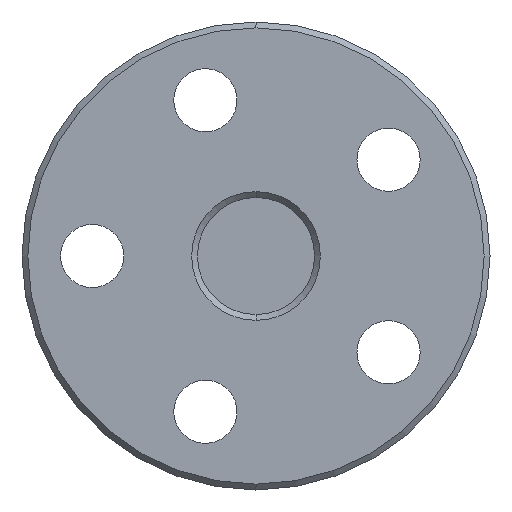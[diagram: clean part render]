
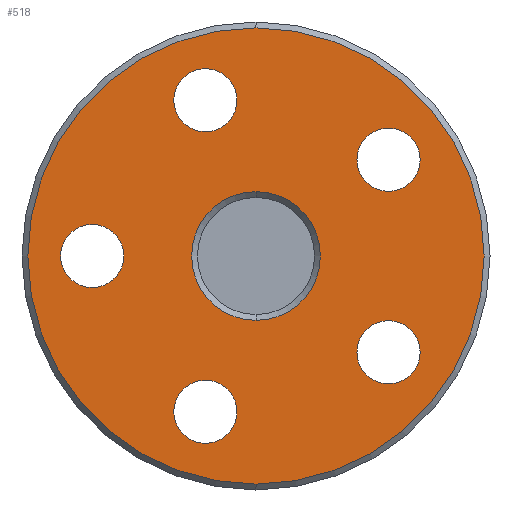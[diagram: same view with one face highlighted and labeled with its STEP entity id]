
A CAD part, left-side view. The second image highlights one B-rep face of the part: STEP entity #518.
In plain terms, the highlighted planar face has unit normal (-1, 0, 0).
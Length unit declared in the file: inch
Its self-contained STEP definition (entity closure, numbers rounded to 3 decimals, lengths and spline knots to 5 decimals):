
#1 = ORIENTED_EDGE ( 'NONE', *, *, #301, .F. ) ;
#18 = CARTESIAN_POINT ( 'NONE',  ( 0., 0., 0.10827 ) ) ;
#39 = CIRCLE ( 'NONE', #103, 0.05315 ) ;
#41 = CIRCLE ( 'NONE', #200, 0.10827 ) ;
#48 = CARTESIAN_POINT ( 'NONE',  ( 0., -0.22296, -0.16199 ) ) ;
#56 = CIRCLE ( 'NONE', #404, 0.05315 ) ;
#64 = CARTESIAN_POINT ( 'NONE',  ( 0., -0.22296, 0.10884 ) ) ;
#79 = VERTEX_POINT ( 'NONE', #551 ) ;
#89 = DIRECTION ( 'NONE',  ( -1., 0., 0. ) ) ;
#103 = AXIS2_PLACEMENT_3D ( 'NONE', #631, #924, #833 ) ;
#114 = VERTEX_POINT ( 'NONE', #835 ) ;
#125 = CIRCLE ( 'NONE', #1084, 0.10827 ) ;
#134 = CARTESIAN_POINT ( 'NONE',  ( 0., -0.22296, 0.16199 ) ) ;
#135 = EDGE_CURVE ( 'NONE', #869, #661, #56, .T. ) ;
#139 = CARTESIAN_POINT ( 'NONE',  ( 0., 0.27559, 0. ) ) ;
#151 = CARTESIAN_POINT ( 'NONE',  ( 0., -0.22296, -0.21514 ) ) ;
#200 = AXIS2_PLACEMENT_3D ( 'NONE', #783, #1173, #574 ) ;
#241 = CIRCLE ( 'NONE', #713, 0.05315 ) ;
#242 = EDGE_CURVE ( 'NONE', #546, #79, #305, .T. ) ;
#247 = CARTESIAN_POINT ( 'NONE',  ( 0., 0., 0.38386 ) ) ;
#274 = CARTESIAN_POINT ( 'NONE',  ( 0., -0.22296, -0.10884 ) ) ;
#289 = VERTEX_POINT ( 'NONE', #1206 ) ;
#301 = EDGE_CURVE ( 'NONE', #661, #869, #992, .T. ) ;
#303 = DIRECTION ( 'NONE',  ( 1., 0., 0. ) ) ;
#305 = CIRCLE ( 'NONE', #729, 0.05315 ) ;
#349 = FACE_BOUND ( 'NONE', #886, .T. ) ;
#352 = FACE_BOUND ( 'NONE', #819, .T. ) ;
#355 = CARTESIAN_POINT ( 'NONE',  ( 0., 0., 0. ) ) ;
#356 = EDGE_CURVE ( 'NONE', #1115, #471, #1059, .T. ) ;
#368 = EDGE_LOOP ( 'NONE', ( #1, #424 ) ) ;
#369 = DIRECTION ( 'NONE',  ( 0., 0., 1. ) ) ;
#372 = CARTESIAN_POINT ( 'NONE',  ( 0., 0.08516, 0.31525 ) ) ;
#380 = CARTESIAN_POINT ( 'NONE',  ( 0., 0.27559, 0. ) ) ;
#382 = VERTEX_POINT ( 'NONE', #18 ) ;
#383 = AXIS2_PLACEMENT_3D ( 'NONE', #1148, #398, #760 ) ;
#388 = CARTESIAN_POINT ( 'NONE',  ( 0., 0.08516, 0.2621 ) ) ;
#398 = DIRECTION ( 'NONE',  ( -1., 0., 0. ) ) ;
#404 = AXIS2_PLACEMENT_3D ( 'NONE', #840, #742, #644 ) ;
#405 = AXIS2_PLACEMENT_3D ( 'NONE', #1131, #663, #880 ) ;
#407 = CIRCLE ( 'NONE', #383, 0.05315 ) ;
#409 = CIRCLE ( 'NONE', #1061, 0.05315 ) ;
#412 = DIRECTION ( 'NONE',  ( -1., 0., 0. ) ) ;
#424 = ORIENTED_EDGE ( 'NONE', *, *, #135, .F. ) ;
#431 = DIRECTION ( 'NONE',  ( 0., 0.588, -0.809 ) ) ;
#432 = ORIENTED_EDGE ( 'NONE', *, *, #356, .F. ) ;
#441 = CIRCLE ( 'NONE', #462, 0.05315 ) ;
#462 = AXIS2_PLACEMENT_3D ( 'NONE', #1204, #1098, #694 ) ;
#464 = EDGE_CURVE ( 'NONE', #1108, #617, #39, .T. ) ;
#471 = VERTEX_POINT ( 'NONE', #935 ) ;
#480 = VERTEX_POINT ( 'NONE', #247 ) ;
#487 = EDGE_CURVE ( 'NONE', #1076, #884, #711, .T. ) ;
#488 = DIRECTION ( 'NONE',  ( -1., 0., 0. ) ) ;
#515 = ORIENTED_EDGE ( 'NONE', *, *, #920, .F. ) ;
#518 = ADVANCED_FACE ( 'NONE', ( #349, #636, #839, #1029, #1224, #352, #741 ), #1037, .F. ) ;
#530 = DIRECTION ( 'NONE',  ( -1., 0., 0. ) ) ;
#534 = CARTESIAN_POINT ( 'NONE',  ( 0., 0.08516, -0.2621 ) ) ;
#546 = VERTEX_POINT ( 'NONE', #372 ) ;
#548 = ORIENTED_EDGE ( 'NONE', *, *, #818, .F. ) ;
#551 = CARTESIAN_POINT ( 'NONE',  ( 0., 0.08516, 0.20895 ) ) ;
#562 = AXIS2_PLACEMENT_3D ( 'NONE', #355, #530, #743 ) ;
#574 = DIRECTION ( 'NONE',  ( 0., 0., -1. ) ) ;
#581 = ORIENTED_EDGE ( 'NONE', *, *, #1049, .F. ) ;
#617 = VERTEX_POINT ( 'NONE', #1078 ) ;
#621 = EDGE_CURVE ( 'NONE', #79, #546, #407, .T. ) ;
#631 = CARTESIAN_POINT ( 'NONE',  ( 0., 0.08516, -0.2621 ) ) ;
#636 = FACE_OUTER_BOUND ( 'NONE', #676, .T. ) ;
#641 = ORIENTED_EDGE ( 'NONE', *, *, #464, .F. ) ;
#644 = DIRECTION ( 'NONE',  ( 0., -0.588, -0.809 ) ) ;
#649 = DIRECTION ( 'NONE',  ( -1., 0., 0. ) ) ;
#657 = ORIENTED_EDGE ( 'NONE', *, *, #1025, .T. ) ;
#661 = VERTEX_POINT ( 'NONE', #888 ) ;
#663 = DIRECTION ( 'NONE',  ( 1., 0., 0. ) ) ;
#669 = CIRCLE ( 'NONE', #770, 0.38386 ) ;
#676 = EDGE_LOOP ( 'NONE', ( #1241, #1086 ) ) ;
#687 = EDGE_LOOP ( 'NONE', ( #808, #964 ) ) ;
#688 = CARTESIAN_POINT ( 'NONE',  ( 0., 0.08516, -0.31525 ) ) ;
#692 = AXIS2_PLACEMENT_3D ( 'NONE', #139, #412, #910 ) ;
#694 = DIRECTION ( 'NONE',  ( 0., 0.588, -0.809 ) ) ;
#697 = EDGE_LOOP ( 'NONE', ( #432, #581 ) ) ;
#711 = CIRCLE ( 'NONE', #1260, 0.05315 ) ;
#713 = AXIS2_PLACEMENT_3D ( 'NONE', #534, #649, #1034 ) ;
#722 = DIRECTION ( 'NONE',  ( 0., -0.588, -0.809 ) ) ;
#729 = AXIS2_PLACEMENT_3D ( 'NONE', #388, #89, #1253 ) ;
#735 = DIRECTION ( 'NONE',  ( -1., 0., 0. ) ) ;
#741 = FACE_BOUND ( 'NONE', #697, .T. ) ;
#742 = DIRECTION ( 'NONE',  ( -1., 0., 0. ) ) ;
#743 = DIRECTION ( 'NONE',  ( 0., 0., -1. ) ) ;
#760 = DIRECTION ( 'NONE',  ( 0., -0.951, 0.309 ) ) ;
#770 = AXIS2_PLACEMENT_3D ( 'NONE', #945, #735, #1140 ) ;
#783 = CARTESIAN_POINT ( 'NONE',  ( 0., 0., 0. ) ) ;
#796 = CIRCLE ( 'NONE', #562, 0.38386 ) ;
#808 = ORIENTED_EDGE ( 'NONE', *, *, #242, .F. ) ;
#818 = EDGE_CURVE ( 'NONE', #884, #1076, #441, .T. ) ;
#819 = EDGE_LOOP ( 'NONE', ( #515, #641 ) ) ;
#833 = DIRECTION ( 'NONE',  ( 0., 0.951, 0.309 ) ) ;
#835 = CARTESIAN_POINT ( 'NONE',  ( 0., 0., -0.10827 ) ) ;
#839 = FACE_BOUND ( 'NONE', #687, .T. ) ;
#840 = CARTESIAN_POINT ( 'NONE',  ( 0., -0.22296, 0.16199 ) ) ;
#869 = VERTEX_POINT ( 'NONE', #64 ) ;
#880 = DIRECTION ( 'NONE',  ( 0., 0., -1. ) ) ;
#884 = VERTEX_POINT ( 'NONE', #151 ) ;
#885 = DIRECTION ( 'NONE',  ( 0., 0., -1. ) ) ;
#886 = EDGE_LOOP ( 'NONE', ( #657, #1150 ) ) ;
#887 = EDGE_CURVE ( 'NONE', #289, #480, #796, .T. ) ;
#888 = CARTESIAN_POINT ( 'NONE',  ( 0., -0.22296, 0.21514 ) ) ;
#908 = ORIENTED_EDGE ( 'NONE', *, *, #487, .F. ) ;
#910 = DIRECTION ( 'NONE',  ( 0., 0., 1. ) ) ;
#920 = EDGE_CURVE ( 'NONE', #617, #1108, #241, .T. ) ;
#924 = DIRECTION ( 'NONE',  ( -1., 0., 0. ) ) ;
#935 = CARTESIAN_POINT ( 'NONE',  ( 0., 0.27559, -0.05315 ) ) ;
#945 = CARTESIAN_POINT ( 'NONE',  ( 0., 0., 0. ) ) ;
#964 = ORIENTED_EDGE ( 'NONE', *, *, #621, .F. ) ;
#984 = CARTESIAN_POINT ( 'NONE',  ( 0., 0., 0. ) ) ;
#992 = CIRCLE ( 'NONE', #1196, 0.05315 ) ;
#1006 = EDGE_CURVE ( 'NONE', #480, #289, #669, .T. ) ;
#1025 = EDGE_CURVE ( 'NONE', #382, #114, #41, .T. ) ;
#1029 = FACE_BOUND ( 'NONE', #368, .T. ) ;
#1034 = DIRECTION ( 'NONE',  ( 0., 0.951, 0.309 ) ) ;
#1037 = PLANE ( 'NONE',  #405 ) ;
#1038 = EDGE_CURVE ( 'NONE', #114, #382, #125, .T. ) ;
#1049 = EDGE_CURVE ( 'NONE', #471, #1115, #409, .T. ) ;
#1059 = CIRCLE ( 'NONE', #692, 0.05315 ) ;
#1061 = AXIS2_PLACEMENT_3D ( 'NONE', #380, #488, #369 ) ;
#1076 = VERTEX_POINT ( 'NONE', #274 ) ;
#1078 = CARTESIAN_POINT ( 'NONE',  ( 0., 0.08516, -0.20895 ) ) ;
#1084 = AXIS2_PLACEMENT_3D ( 'NONE', #984, #303, #885 ) ;
#1086 = ORIENTED_EDGE ( 'NONE', *, *, #1006, .T. ) ;
#1095 = DIRECTION ( 'NONE',  ( -1., 0., 0. ) ) ;
#1096 = EDGE_LOOP ( 'NONE', ( #908, #548 ) ) ;
#1098 = DIRECTION ( 'NONE',  ( -1., 0., 0. ) ) ;
#1108 = VERTEX_POINT ( 'NONE', #688 ) ;
#1115 = VERTEX_POINT ( 'NONE', #1242 ) ;
#1131 = CARTESIAN_POINT ( 'NONE',  ( 0., 0., 0. ) ) ;
#1140 = DIRECTION ( 'NONE',  ( 0., 0., -1. ) ) ;
#1148 = CARTESIAN_POINT ( 'NONE',  ( 0., 0.08516, 0.2621 ) ) ;
#1150 = ORIENTED_EDGE ( 'NONE', *, *, #1038, .T. ) ;
#1173 = DIRECTION ( 'NONE',  ( 1., 0., 0. ) ) ;
#1196 = AXIS2_PLACEMENT_3D ( 'NONE', #134, #1095, #722 ) ;
#1204 = CARTESIAN_POINT ( 'NONE',  ( 0., -0.22296, -0.16199 ) ) ;
#1206 = CARTESIAN_POINT ( 'NONE',  ( 0., 0., -0.38386 ) ) ;
#1211 = DIRECTION ( 'NONE',  ( -1., 0., 0. ) ) ;
#1224 = FACE_BOUND ( 'NONE', #1096, .T. ) ;
#1241 = ORIENTED_EDGE ( 'NONE', *, *, #887, .T. ) ;
#1242 = CARTESIAN_POINT ( 'NONE',  ( 0., 0.27559, 0.05315 ) ) ;
#1253 = DIRECTION ( 'NONE',  ( 0., -0.951, 0.309 ) ) ;
#1260 = AXIS2_PLACEMENT_3D ( 'NONE', #48, #1211, #431 ) ;
